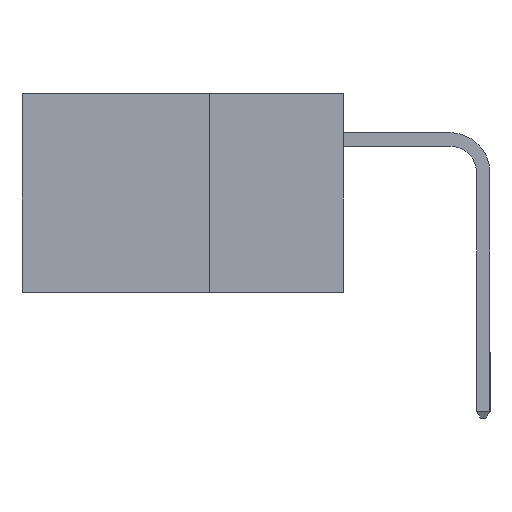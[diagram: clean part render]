
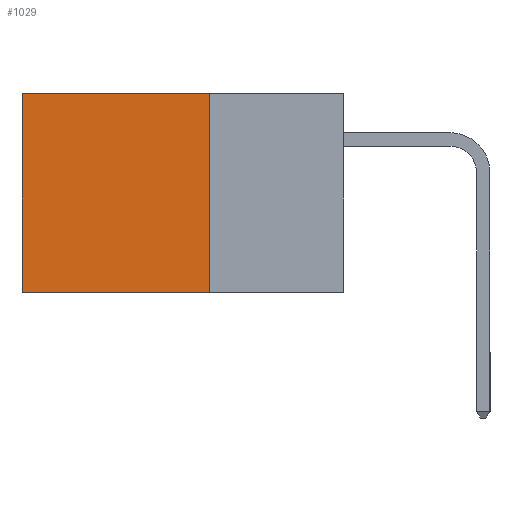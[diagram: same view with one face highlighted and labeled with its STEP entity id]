
A CAD part, left-side view. The second image highlights one B-rep face of the part: STEP entity #1029.
In plain terms, the highlighted planar face has unit normal (-1, 0, 0).
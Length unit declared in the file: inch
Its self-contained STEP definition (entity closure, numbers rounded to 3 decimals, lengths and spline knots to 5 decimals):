
#320 = LINE ( 'NONE', #1464, #11014 ) ;
#358 = LINE ( 'NONE', #9619, #11350 ) ;
#454 = EDGE_CURVE ( 'NONE', #6371, #9169, #6427, .T. ) ;
#1029 = ADVANCED_FACE ( 'NONE', ( #1735 ), #5804, .F. ) ;
#1464 = CARTESIAN_POINT ( 'NONE',  ( 0.298, 0.25, 0. ) ) ;
#1735 = FACE_OUTER_BOUND ( 'NONE', #1837, .T. ) ;
#1837 = EDGE_LOOP ( 'NONE', ( #10192, #7754, #13069, #11137 ) ) ;
#2876 = CARTESIAN_POINT ( 'NONE',  ( 0.298, 0.25, 0. ) ) ;
#3059 = VERTEX_POINT ( 'NONE', #12676 ) ;
#3523 = DIRECTION ( 'NONE',  ( 0., 0., -1. ) ) ;
#3544 = CARTESIAN_POINT ( 'NONE',  ( 0.298, 0.6, 0. ) ) ;
#4051 = DIRECTION ( 'NONE',  ( 0., 0., -1. ) ) ;
#4059 = DIRECTION ( 'NONE',  ( 1., 0., 0. ) ) ;
#4952 = VECTOR ( 'NONE', #7522, 39.37008 ) ;
#5169 = EDGE_CURVE ( 'NONE', #3059, #6371, #358, .T. ) ;
#5804 = PLANE ( 'NONE',  #6397 ) ;
#6088 = VECTOR ( 'NONE', #3523, 39.37008 ) ;
#6371 = VERTEX_POINT ( 'NONE', #13501 ) ;
#6397 = AXIS2_PLACEMENT_3D ( 'NONE', #2876, #4059, #4051 ) ;
#6427 = LINE ( 'NONE', #3544, #6088 ) ;
#7385 = CARTESIAN_POINT ( 'NONE',  ( 0.298, 0.25, -0.37 ) ) ;
#7522 = DIRECTION ( 'NONE',  ( 0., 1., 0. ) ) ;
#7723 = LINE ( 'NONE', #10606, #4952 ) ;
#7754 = ORIENTED_EDGE ( 'NONE', *, *, #12197, .F. ) ;
#8631 = DIRECTION ( 'NONE',  ( 0., 1., 0. ) ) ;
#9169 = VERTEX_POINT ( 'NONE', #11297 ) ;
#9458 = EDGE_CURVE ( 'NONE', #3059, #11019, #320, .T. ) ;
#9619 = CARTESIAN_POINT ( 'NONE',  ( 0.298, 0.25, 0. ) ) ;
#10042 = DIRECTION ( 'NONE',  ( 0., 0., -1. ) ) ;
#10192 = ORIENTED_EDGE ( 'NONE', *, *, #454, .T. ) ;
#10606 = CARTESIAN_POINT ( 'NONE',  ( 0.298, 0.25, -0.37 ) ) ;
#11014 = VECTOR ( 'NONE', #10042, 39.37008 ) ;
#11019 = VERTEX_POINT ( 'NONE', #7385 ) ;
#11137 = ORIENTED_EDGE ( 'NONE', *, *, #5169, .T. ) ;
#11297 = CARTESIAN_POINT ( 'NONE',  ( 0.298, 0.6, -0.37 ) ) ;
#11350 = VECTOR ( 'NONE', #8631, 39.37008 ) ;
#12197 = EDGE_CURVE ( 'NONE', #11019, #9169, #7723, .T. ) ;
#12676 = CARTESIAN_POINT ( 'NONE',  ( 0.298, 0.25, 0. ) ) ;
#13069 = ORIENTED_EDGE ( 'NONE', *, *, #9458, .F. ) ;
#13501 = CARTESIAN_POINT ( 'NONE',  ( 0.298, 0.6, 0. ) ) ;
